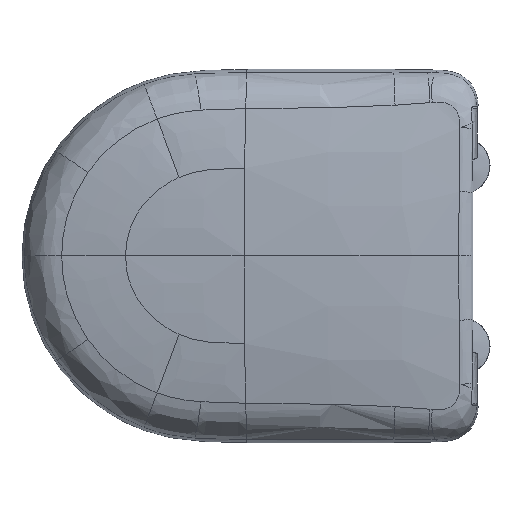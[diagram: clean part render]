
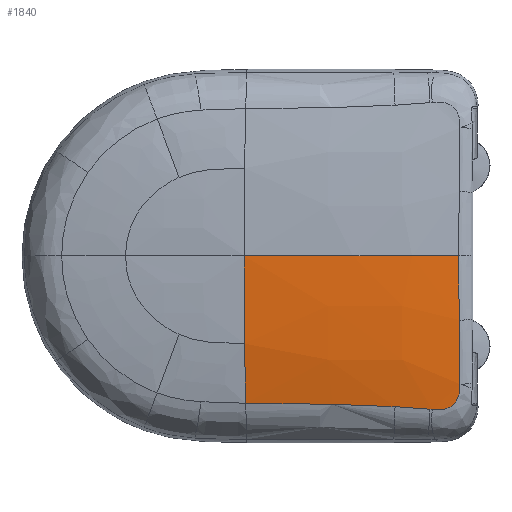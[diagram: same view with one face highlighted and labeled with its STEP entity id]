
A CAD part, top view. The second image highlights one B-rep face of the part: STEP entity #1840.
In plain terms, the highlighted free-form (B-spline) face has degree [3, 3] with [4, 4] control points.
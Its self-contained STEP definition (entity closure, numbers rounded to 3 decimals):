
#223=LINE('',#22949,#324);
#324=VECTOR('',#10923,1.);
#585=B_SPLINE_SURFACE_WITH_KNOTS('',3,3,((#23008,#23009,#23010,#23011),
(#23012,#23013,#23014,#23015),(#23016,#23017,#23018,#23019),(#23020,#23021,
#23022,#23023)),.UNSPECIFIED.,.F.,.F.,.F.,(4,4),(4,4),(0.,1.),(0.,1.),
 .UNSPECIFIED.);
#1171=FACE_OUTER_BOUND('',#3136,.T.);
#1840=ADVANCED_FACE('',(#1171),#585,.F.);
#2446=(
BOUNDED_CURVE()
B_SPLINE_CURVE(3,(#16497,#16498,#16499,#16500),.UNSPECIFIED.,.F.,.F.)
B_SPLINE_CURVE_WITH_KNOTS((4,4),(0.,1.),.UNSPECIFIED.)
CURVE()
GEOMETRIC_REPRESENTATION_ITEM()
RATIONAL_B_SPLINE_CURVE((1.,1.,1.,1.))
REPRESENTATION_ITEM('')
);
#2521=(
BOUNDED_CURVE()
B_SPLINE_CURVE(6,(#22951,#22952,#22953,#22954,#22955,#22956,#22957),
 .UNSPECIFIED.,.F.,.F.)
B_SPLINE_CURVE_WITH_KNOTS((7,7),(0.,1.),.UNSPECIFIED.)
CURVE()
GEOMETRIC_REPRESENTATION_ITEM()
RATIONAL_B_SPLINE_CURVE((1.,1.,1.,1.,1.,1.,1.))
REPRESENTATION_ITEM('')
);
#2522=(
BOUNDED_CURVE()
B_SPLINE_CURVE(6,(#22959,#22960,#22961,#22962,#22963,#22964,#22965),
 .UNSPECIFIED.,.F.,.F.)
B_SPLINE_CURVE_WITH_KNOTS((7,7),(0.,1.),.UNSPECIFIED.)
CURVE()
GEOMETRIC_REPRESENTATION_ITEM()
RATIONAL_B_SPLINE_CURVE((1.,1.,1.,1.,1.,1.,1.))
REPRESENTATION_ITEM('')
);
#2523=(
BOUNDED_CURVE()
B_SPLINE_CURVE(3,(#22966,#22967,#22968,#22969),.UNSPECIFIED.,.F.,.F.)
B_SPLINE_CURVE_WITH_KNOTS((4,4),(0.,1.),.UNSPECIFIED.)
CURVE()
GEOMETRIC_REPRESENTATION_ITEM()
RATIONAL_B_SPLINE_CURVE((1.,1.,1.,1.))
REPRESENTATION_ITEM('')
);
#2524=(
BOUNDED_CURVE()
B_SPLINE_CURVE(3,(#22971,#22972,#22973,#22974,#22975,#22976,#22977),
 .UNSPECIFIED.,.F.,.F.)
B_SPLINE_CURVE_WITH_KNOTS((4,3,4),(0.,0.99,1.),
 .UNSPECIFIED.)
CURVE()
GEOMETRIC_REPRESENTATION_ITEM()
RATIONAL_B_SPLINE_CURVE((1.,1.,1.,1.,1.,1.,1.))
REPRESENTATION_ITEM('')
);
#2525=(
BOUNDED_CURVE()
B_SPLINE_CURVE(6,(#22979,#22980,#22981,#22982,#22983,#22984,#22985,#22986,
#22987,#22988,#22989,#22990,#22991),.UNSPECIFIED.,.F.,.F.)
B_SPLINE_CURVE_WITH_KNOTS((7,6,7),(0.,0.99,1.),
 .UNSPECIFIED.)
CURVE()
GEOMETRIC_REPRESENTATION_ITEM()
RATIONAL_B_SPLINE_CURVE((1.,1.,1.,1.,1.,1.,1.,1.,1.,1.,1.,1.,1.))
REPRESENTATION_ITEM('')
);
#2526=(
BOUNDED_CURVE()
B_SPLINE_CURVE(6,(#22993,#22994,#22995,#22996,#22997,#22998,#22999),
 .UNSPECIFIED.,.F.,.F.)
B_SPLINE_CURVE_WITH_KNOTS((7,7),(0.,1.),.UNSPECIFIED.)
CURVE()
GEOMETRIC_REPRESENTATION_ITEM()
RATIONAL_B_SPLINE_CURVE((1.,1.,1.,1.,1.,1.,1.))
REPRESENTATION_ITEM('')
);
#3136=EDGE_LOOP('',(#4491,#4492,#4493,#4494,#4495,#4496,#4497,#4498,#4499,
#4500));
#4491=ORIENTED_EDGE('',*,*,#8401,.F.);
#4492=ORIENTED_EDGE('',*,*,#8407,.T.);
#4493=ORIENTED_EDGE('',*,*,#8408,.T.);
#4494=ORIENTED_EDGE('',*,*,#8409,.T.);
#4495=ORIENTED_EDGE('',*,*,#8177,.F.);
#4496=ORIENTED_EDGE('',*,*,#8410,.T.);
#4497=ORIENTED_EDGE('',*,*,#8411,.T.);
#4498=ORIENTED_EDGE('',*,*,#8412,.F.);
#4499=ORIENTED_EDGE('',*,*,#8413,.F.);
#4500=ORIENTED_EDGE('',*,*,#8414,.F.);
#7104=VERTEX_POINT('',#16496);
#7105=VERTEX_POINT('',#16501);
#7230=VERTEX_POINT('',#22783);
#7231=VERTEX_POINT('',#22791);
#7234=VERTEX_POINT('',#22950);
#7235=VERTEX_POINT('',#22958);
#7236=VERTEX_POINT('',#22970);
#7237=VERTEX_POINT('',#22978);
#7238=VERTEX_POINT('',#22992);
#7239=VERTEX_POINT('',#23000);
#8177=EDGE_CURVE('',#7104,#7105,#2446,.T.);
#8401=EDGE_CURVE('',#7230,#7231,#9911,.T.);
#8407=EDGE_CURVE('',#7230,#7234,#223,.T.);
#8408=EDGE_CURVE('',#7234,#7235,#2521,.T.);
#8409=EDGE_CURVE('',#7235,#7105,#2522,.T.);
#8410=EDGE_CURVE('',#7104,#7236,#2523,.T.);
#8411=EDGE_CURVE('',#7236,#7237,#2524,.T.);
#8412=EDGE_CURVE('',#7238,#7237,#2525,.T.);
#8413=EDGE_CURVE('',#7239,#7238,#2526,.T.);
#8414=EDGE_CURVE('',#7231,#7239,#9918,.T.);
#9911=B_SPLINE_CURVE_WITH_KNOTS('',6,(#22784,#22785,#22786,#22787,#22788,
#22789,#22790),.UNSPECIFIED.,.F.,.F.,(7,7),(0.,1.),.UNSPECIFIED.);
#9918=B_SPLINE_CURVE_WITH_KNOTS('',6,(#23001,#23002,#23003,#23004,#23005,
#23006,#23007),.UNSPECIFIED.,.F.,.F.,(7,7),(0.,1.),.UNSPECIFIED.);
#10923=DIRECTION('',(-0.013,0.995,0.102));
#16496=CARTESIAN_POINT('',(-217.091,0.,40.212));
#16497=CARTESIAN_POINT('',(-217.091,0.,40.212));
#16498=CARTESIAN_POINT('',(-132.96,0.,42.44));
#16499=CARTESIAN_POINT('',(-49.325,0.,39.308));
#16500=CARTESIAN_POINT('',(-2.886,0.,31.75));
#16501=CARTESIAN_POINT('',(-2.886,0.,31.75));
#22783=CARTESIAN_POINT('',(-1.835,-128.016,26.166));
#22784=CARTESIAN_POINT('',(-1.835,-128.016,26.166));
#22785=CARTESIAN_POINT('',(-1.748,-134.896,25.458));
#22786=CARTESIAN_POINT('',(-1.651,-143.113,24.524));
#22787=CARTESIAN_POINT('',(-6.14,-150.82,24.068));
#22788=CARTESIAN_POINT('',(-14.156,-154.6,23.432));
#22789=CARTESIAN_POINT('',(-22.364,-153.79,23.938));
#22790=CARTESIAN_POINT('',(-29.225,-153.157,24.308));
#22791=CARTESIAN_POINT('',(-29.225,-153.157,24.308));
#22949=CARTESIAN_POINT('',(-1.835,-127.969,26.171));
#22950=CARTESIAN_POINT('',(-1.836,-127.922,26.176));
#22951=CARTESIAN_POINT('',(-1.836,-127.922,26.176));
#22952=CARTESIAN_POINT('',(-1.97,-117.303,27.268));
#22953=CARTESIAN_POINT('',(-2.107,-106.666,28.17));
#22954=CARTESIAN_POINT('',(-2.238,-96.017,28.927));
#22955=CARTESIAN_POINT('',(-2.36,-85.36,29.56));
#22956=CARTESIAN_POINT('',(-2.471,-74.698,30.085));
#22957=CARTESIAN_POINT('',(-2.567,-64.032,30.512));
#22958=CARTESIAN_POINT('',(-2.567,-64.032,30.512));
#22959=CARTESIAN_POINT('',(-2.567,-64.032,30.512));
#22960=CARTESIAN_POINT('',(-2.663,-53.366,30.939));
#22961=CARTESIAN_POINT('',(-2.745,-42.696,31.268));
#22962=CARTESIAN_POINT('',(-2.811,-32.024,31.51));
#22963=CARTESIAN_POINT('',(-2.859,-21.35,31.669));
#22964=CARTESIAN_POINT('',(-2.886,-10.675,31.75));
#22965=CARTESIAN_POINT('',(-2.886,0.,31.75));
#22966=CARTESIAN_POINT('',(-217.091,0.,40.212));
#22967=CARTESIAN_POINT('',(-217.091,-25.91,40.212));
#22968=CARTESIAN_POINT('',(-216.979,-57.219,39.654));
#22969=CARTESIAN_POINT('',(-216.618,-87.516,36.898));
#22970=CARTESIAN_POINT('',(-216.618,-87.516,36.898));
#22971=CARTESIAN_POINT('',(-216.618,-87.516,36.898));
#22972=CARTESIAN_POINT('',(-216.368,-108.513,34.989));
#22973=CARTESIAN_POINT('',(-215.998,-129.024,32.024));
#22974=CARTESIAN_POINT('',(-215.462,-146.916,27.458));
#22975=CARTESIAN_POINT('',(-215.457,-147.095,27.413));
#22976=CARTESIAN_POINT('',(-215.451,-147.274,27.367));
#22977=CARTESIAN_POINT('',(-215.446,-147.453,27.321));
#22978=CARTESIAN_POINT('',(-215.462,-146.917,27.458));
#22979=CARTESIAN_POINT('',(-66.48,-150.362,25.981));
#22980=CARTESIAN_POINT('',(-91.264,-148.902,26.881));
#22981=CARTESIAN_POINT('',(-116.094,-148.028,27.456));
#22982=CARTESIAN_POINT('',(-140.937,-147.591,27.74));
#22983=CARTESIAN_POINT('',(-165.779,-147.376,27.8));
#22984=CARTESIAN_POINT('',(-190.622,-147.198,27.7));
#22985=CARTESIAN_POINT('',(-215.462,-146.916,27.458));
#22986=CARTESIAN_POINT('',(-215.71,-146.913,27.456));
#22987=CARTESIAN_POINT('',(-215.959,-146.91,27.454));
#22988=CARTESIAN_POINT('',(-216.207,-146.907,27.451));
#22989=CARTESIAN_POINT('',(-216.456,-146.904,27.449));
#22990=CARTESIAN_POINT('',(-216.704,-146.902,27.446));
#22991=CARTESIAN_POINT('',(-216.952,-146.899,27.444));
#22992=CARTESIAN_POINT('',(-66.48,-150.362,25.981));
#22993=CARTESIAN_POINT('',(-31.793,-152.923,24.445));
#22994=CARTESIAN_POINT('',(-37.565,-152.405,24.748));
#22995=CARTESIAN_POINT('',(-43.341,-151.925,25.032));
#22996=CARTESIAN_POINT('',(-49.121,-151.482,25.297));
#22997=CARTESIAN_POINT('',(-54.905,-151.076,25.543));
#22998=CARTESIAN_POINT('',(-60.691,-150.703,25.771));
#22999=CARTESIAN_POINT('',(-66.48,-150.362,25.981));
#23000=CARTESIAN_POINT('',(-31.793,-152.923,24.445));
#23001=CARTESIAN_POINT('',(-29.225,-153.157,24.308));
#23002=CARTESIAN_POINT('',(-29.653,-153.117,24.331));
#23003=CARTESIAN_POINT('',(-30.081,-153.078,24.354));
#23004=CARTESIAN_POINT('',(-30.509,-153.039,24.377));
#23005=CARTESIAN_POINT('',(-30.937,-153.,24.4));
#23006=CARTESIAN_POINT('',(-31.365,-152.961,24.422));
#23007=CARTESIAN_POINT('',(-31.793,-152.923,24.445));
#23008=CARTESIAN_POINT('',(-217.1,0.,40.212));
#23009=CARTESIAN_POINT('',(-217.1,-46.009,40.212));
#23010=CARTESIAN_POINT('',(-216.749,-109.039,38.451));
#23011=CARTESIAN_POINT('',(-215.273,-153.202,25.756));
#23012=CARTESIAN_POINT('',(-131.823,0.,42.471));
#23013=CARTESIAN_POINT('',(-131.823,-46.009,42.471));
#23014=CARTESIAN_POINT('',(-131.54,-109.039,40.696));
#23015=CARTESIAN_POINT('',(-130.13,-153.654,26.535));
#23016=CARTESIAN_POINT('',(-47.054,0.,39.222));
#23017=CARTESIAN_POINT('',(-47.054,-46.009,39.222));
#23018=CARTESIAN_POINT('',(-46.827,-109.039,37.451));
#23019=CARTESIAN_POINT('',(-46.156,-153.792,25.442));
#23020=CARTESIAN_POINT('',(-1.013,0.,31.44));
#23021=CARTESIAN_POINT('',(-1.013,-46.009,31.44));
#23022=CARTESIAN_POINT('',(-1.008,-109.039,29.649));
#23023=CARTESIAN_POINT('',(-0.994,-154.67,22.796));
